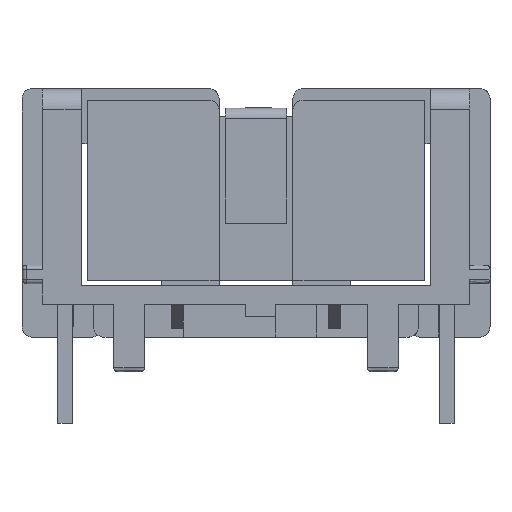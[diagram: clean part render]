
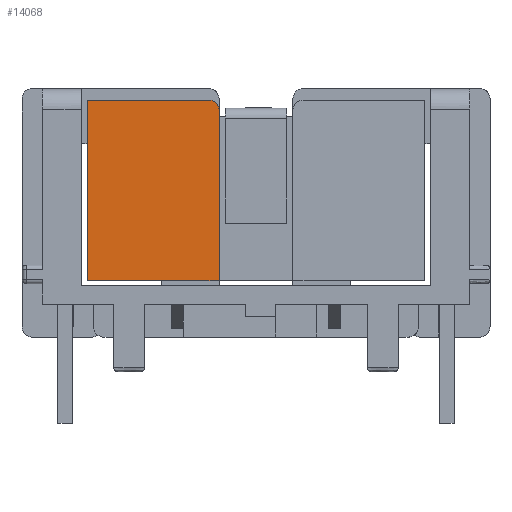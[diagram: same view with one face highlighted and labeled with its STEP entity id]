
A CAD part, front view. The second image highlights one B-rep face of the part: STEP entity #14068.
In plain terms, the highlighted free-form (B-spline) face has degree [1, 1] with [2, 2] control points.
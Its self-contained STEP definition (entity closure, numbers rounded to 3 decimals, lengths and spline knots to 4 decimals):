
#14068 = ADVANCED_FACE('',(#14069),#14107,.T.);
#14069 = FACE_BOUND('',#14070,.T.);
#14070 = EDGE_LOOP('',(#14071,#14080,#14088,#14095,#14102));
#14071 = ORIENTED_EDGE('',*,*,#14072,.F.);
#14072 = EDGE_CURVE('',#14073,#14075,#14077,.T.);
#14073 = VERTEX_POINT('',#14074);
#14074 = CARTESIAN_POINT('',(4.2496,-6.1744,
    4.5068));
#14075 = VERTEX_POINT('',#14076);
#14076 = CARTESIAN_POINT('',(4.2496,-6.1744,
    -2.9745));
#14077 = B_SPLINE_CURVE_WITH_KNOTS('',1,(#14078,#14079),.UNSPECIFIED.,
  .F.,.F.,(2,2),(0.5,8.8),.PIECEWISE_BEZIER_KNOTS.);
#14078 = CARTESIAN_POINT('',(4.2496,-6.1744,
    4.5068));
#14079 = CARTESIAN_POINT('',(4.2496,-6.1744,
    -2.9745));
#14080 = ORIENTED_EDGE('',*,*,#14081,.T.);
#14081 = EDGE_CURVE('',#14073,#14082,#14084,.T.);
#14082 = VERTEX_POINT('',#14083);
#14083 = CARTESIAN_POINT('',(3.7989,-6.1744,
    4.9575));
#14084 = ( BOUNDED_CURVE() B_SPLINE_CURVE(2,(#14085,#14086,#14087),
.UNSPECIFIED.,.F.,.F.) B_SPLINE_CURVE_WITH_KNOTS((3,3),(1.5708,
3.1416),.PIECEWISE_BEZIER_KNOTS.) CURVE() 
GEOMETRIC_REPRESENTATION_ITEM() RATIONAL_B_SPLINE_CURVE((1.,
0.707,1.)) REPRESENTATION_ITEM('') );
#14085 = CARTESIAN_POINT('',(4.2496,-6.1744,
    4.5068));
#14086 = CARTESIAN_POINT('',(4.2496,-6.1744,
    4.9575));
#14087 = CARTESIAN_POINT('',(3.7989,-6.1744,
    4.9575));
#14088 = ORIENTED_EDGE('',*,*,#14089,.T.);
#14089 = EDGE_CURVE('',#14082,#14090,#14092,.T.);
#14090 = VERTEX_POINT('',#14091);
#14091 = CARTESIAN_POINT('',(-1.5323,-6.1744,
    4.9575));
#14092 = B_SPLINE_CURVE_WITH_KNOTS('',1,(#14093,#14094),.UNSPECIFIED.,
  .F.,.F.,(2,2),(-4.2146,1.7),.PIECEWISE_BEZIER_KNOTS.);
#14093 = CARTESIAN_POINT('',(3.7989,-6.1744,
    4.9575));
#14094 = CARTESIAN_POINT('',(-1.5323,-6.1744,
    4.9575));
#14095 = ORIENTED_EDGE('',*,*,#14096,.T.);
#14096 = EDGE_CURVE('',#14090,#14097,#14099,.T.);
#14097 = VERTEX_POINT('',#14098);
#14098 = CARTESIAN_POINT('',(-1.5323,-6.1744,
    -2.9745));
#14099 = B_SPLINE_CURVE_WITH_KNOTS('',1,(#14100,#14101),.UNSPECIFIED.,
  .F.,.F.,(2,2),(-5.5,3.3),.PIECEWISE_BEZIER_KNOTS.);
#14100 = CARTESIAN_POINT('',(-1.5323,-6.1744,
    4.9575));
#14101 = CARTESIAN_POINT('',(-1.5323,-6.1744,
    -2.9745));
#14102 = ORIENTED_EDGE('',*,*,#14103,.T.);
#14103 = EDGE_CURVE('',#14097,#14075,#14104,.T.);
#14104 = B_SPLINE_CURVE_WITH_KNOTS('',1,(#14105,#14106),.UNSPECIFIED.,
  .F.,.F.,(2,2),(-1.7,4.7146),.PIECEWISE_BEZIER_KNOTS.);
#14105 = CARTESIAN_POINT('',(-1.5323,-6.1744,
    -2.9745));
#14106 = CARTESIAN_POINT('',(4.2496,-6.1744,
    -2.9745));
#14107 = B_SPLINE_SURFACE_WITH_KNOTS('',1,1,(
    (#14108,#14109)
    ,(#14110,#14111
    )),.UNSPECIFIED.,.F.,.F.,.F.,(2,2),(2,2),(-5.5,3.3),(-1.7,
    4.7146),.PIECEWISE_BEZIER_KNOTS.);
#14108 = CARTESIAN_POINT('',(-1.5323,-6.1744,
    4.9575));
#14109 = CARTESIAN_POINT('',(4.2496,-6.1744,
    4.9575));
#14110 = CARTESIAN_POINT('',(-1.5323,-6.1744,
    -2.9745));
#14111 = CARTESIAN_POINT('',(4.2496,-6.1744,
    -2.9745));
